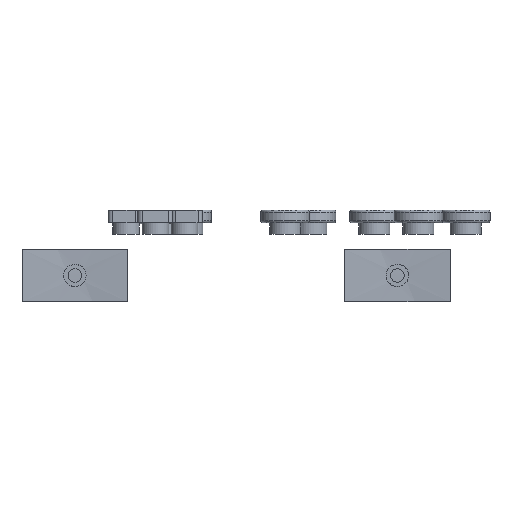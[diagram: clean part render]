
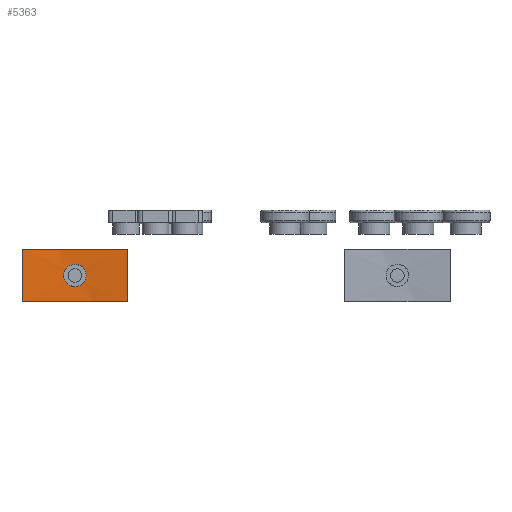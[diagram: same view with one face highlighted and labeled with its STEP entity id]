
A CAD part, front view. The second image highlights one B-rep face of the part: STEP entity #5363.
In plain terms, the highlighted cylindrical face has radius 96.266 mm (diameter 192.533 mm), a partial arc.
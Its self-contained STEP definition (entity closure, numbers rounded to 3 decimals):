
#123=B_SPLINE_CURVE_WITH_KNOTS('',3,(#9577,#9578,#9579,#9580,#9581,#9582,
#9583,#9584,#9585,#9586,#9587,#9588,#9589,#9590,#9591,#9592,#9593,#9594),
 .UNSPECIFIED.,.F.,.F.,(4,2,2,2,2,2,2,2,4),(0.,0.099,0.198,
0.297,0.396,0.494,0.593,
0.692,0.791),.UNSPECIFIED.);
#124=B_SPLINE_CURVE_WITH_KNOTS('',3,(#9595,#9596,#9597,#9598,#9599,#9600,
#9601,#9602,#9603,#9604,#9605,#9606,#9607,#9608,#9609,#9610,#9611,#9612),
 .UNSPECIFIED.,.F.,.F.,(4,2,2,2,2,2,2,2,4),(0.791,0.89,
0.989,1.088,1.187,1.286,1.384,
1.483,1.582),.UNSPECIFIED.);
#218=FACE_BOUND('',#1078,.T.);
#707=FACE_OUTER_BOUND('',#1077,.T.);
#1077=EDGE_LOOP('',(#4900,#4901,#4902,#4903));
#1078=EDGE_LOOP('',(#4904,#4905));
#1511=LINE('',#9514,#1944);
#1515=LINE('',#9528,#1948);
#1944=VECTOR('',#7338,10.);
#1948=VECTOR('',#7354,10.);
#2183=CIRCLE('',#5899,96.266);
#2188=CIRCLE('',#5909,96.266);
#2671=VERTEX_POINT('',#9507);
#2674=VERTEX_POINT('',#9512);
#2677=VERTEX_POINT('',#9522);
#2678=VERTEX_POINT('',#9526);
#2683=VERTEX_POINT('',#9574);
#2684=VERTEX_POINT('',#9576);
#3413=EDGE_CURVE('',#2674,#2671,#1511,.T.);
#3417=EDGE_CURVE('',#2671,#2677,#2183,.T.);
#3420=EDGE_CURVE('',#2678,#2677,#1515,.T.);
#3427=EDGE_CURVE('',#2684,#2683,#123,.T.);
#3428=EDGE_CURVE('',#2683,#2684,#124,.T.);
#3429=EDGE_CURVE('',#2674,#2678,#2188,.T.);
#4900=ORIENTED_EDGE('',*,*,#3429,.T.);
#4901=ORIENTED_EDGE('',*,*,#3420,.T.);
#4902=ORIENTED_EDGE('',*,*,#3417,.F.);
#4903=ORIENTED_EDGE('',*,*,#3413,.F.);
#4904=ORIENTED_EDGE('',*,*,#3427,.T.);
#4905=ORIENTED_EDGE('',*,*,#3428,.T.);
#5043=CYLINDRICAL_SURFACE('',#5908,96.266);
#5363=ADVANCED_FACE('',(#707,#218),#5043,.F.);
#5899=AXIS2_PLACEMENT_3D('',#9523,#7346,#7347);
#5908=AXIS2_PLACEMENT_3D('',#9614,#7367,#7368);
#5909=AXIS2_PLACEMENT_3D('',#9615,#7369,#7370);
#7338=DIRECTION('',(0.,0.,-1.));
#7346=DIRECTION('center_axis',(0.,0.,1.));
#7347=DIRECTION('ref_axis',(0.13,0.992,0.));
#7354=DIRECTION('',(0.,0.,-1.));
#7367=DIRECTION('center_axis',(0.,0.,-1.));
#7368=DIRECTION('ref_axis',(0.13,0.992,0.));
#7369=DIRECTION('center_axis',(0.,0.,1.));
#7370=DIRECTION('ref_axis',(0.13,0.992,0.));
#9507=CARTESIAN_POINT('',(-25.6,45.715,-10.35));
#9512=CARTESIAN_POINT('',(-25.6,45.715,2.15));
#9514=CARTESIAN_POINT('',(-25.6,45.715,2.15));
#9522=CARTESIAN_POINT('',(-50.6,45.715,-10.35));
#9523=CARTESIAN_POINT('Origin',(-38.1,-49.736,-10.35));
#9526=CARTESIAN_POINT('',(-50.6,45.715,2.15));
#9528=CARTESIAN_POINT('',(-50.6,45.715,2.15));
#9574=CARTESIAN_POINT('',(-35.475,46.494,-4.1));
#9576=CARTESIAN_POINT('',(-40.725,46.494,-4.1));
#9577=CARTESIAN_POINT('Ctrl Pts',(-40.725,46.494,-4.1));
#9578=CARTESIAN_POINT('Ctrl Pts',(-40.725,46.494,-3.77));
#9579=CARTESIAN_POINT('Ctrl Pts',(-40.659,46.496,-3.419));
#9580=CARTESIAN_POINT('Ctrl Pts',(-40.391,46.503,-2.772));
#9581=CARTESIAN_POINT('Ctrl Pts',(-40.189,46.508,-2.477));
#9582=CARTESIAN_POINT('Ctrl Pts',(-39.723,46.517,-2.011));
#9583=CARTESIAN_POINT('Ctrl Pts',(-39.428,46.521,-1.809));
#9584=CARTESIAN_POINT('Ctrl Pts',(-38.781,46.528,-1.541));
#9585=CARTESIAN_POINT('Ctrl Pts',(-38.43,46.53,-1.475));
#9586=CARTESIAN_POINT('Ctrl Pts',(-37.77,46.53,-1.475));
#9587=CARTESIAN_POINT('Ctrl Pts',(-37.419,46.528,-1.541));
#9588=CARTESIAN_POINT('Ctrl Pts',(-36.772,46.521,-1.809));
#9589=CARTESIAN_POINT('Ctrl Pts',(-36.477,46.517,-2.011));
#9590=CARTESIAN_POINT('Ctrl Pts',(-36.011,46.508,-2.477));
#9591=CARTESIAN_POINT('Ctrl Pts',(-35.809,46.503,-2.772));
#9592=CARTESIAN_POINT('Ctrl Pts',(-35.541,46.496,-3.419));
#9593=CARTESIAN_POINT('Ctrl Pts',(-35.475,46.494,-3.77));
#9594=CARTESIAN_POINT('Ctrl Pts',(-35.475,46.494,-4.1));
#9595=CARTESIAN_POINT('Ctrl Pts',(-35.475,46.494,-4.1));
#9596=CARTESIAN_POINT('Ctrl Pts',(-35.475,46.494,-4.43));
#9597=CARTESIAN_POINT('Ctrl Pts',(-35.541,46.496,-4.781));
#9598=CARTESIAN_POINT('Ctrl Pts',(-35.809,46.503,-5.428));
#9599=CARTESIAN_POINT('Ctrl Pts',(-36.011,46.508,-5.723));
#9600=CARTESIAN_POINT('Ctrl Pts',(-36.477,46.517,-6.189));
#9601=CARTESIAN_POINT('Ctrl Pts',(-36.772,46.521,-6.391));
#9602=CARTESIAN_POINT('Ctrl Pts',(-37.419,46.528,-6.659));
#9603=CARTESIAN_POINT('Ctrl Pts',(-37.77,46.53,-6.725));
#9604=CARTESIAN_POINT('Ctrl Pts',(-38.43,46.53,-6.725));
#9605=CARTESIAN_POINT('Ctrl Pts',(-38.781,46.528,-6.659));
#9606=CARTESIAN_POINT('Ctrl Pts',(-39.428,46.521,-6.391));
#9607=CARTESIAN_POINT('Ctrl Pts',(-39.723,46.517,-6.189));
#9608=CARTESIAN_POINT('Ctrl Pts',(-40.189,46.508,-5.723));
#9609=CARTESIAN_POINT('Ctrl Pts',(-40.391,46.503,-5.428));
#9610=CARTESIAN_POINT('Ctrl Pts',(-40.659,46.496,-4.781));
#9611=CARTESIAN_POINT('Ctrl Pts',(-40.725,46.494,-4.43));
#9612=CARTESIAN_POINT('Ctrl Pts',(-40.725,46.494,-4.1));
#9614=CARTESIAN_POINT('Origin',(-38.1,-49.736,2.15));
#9615=CARTESIAN_POINT('Origin',(-38.1,-49.736,2.15));
